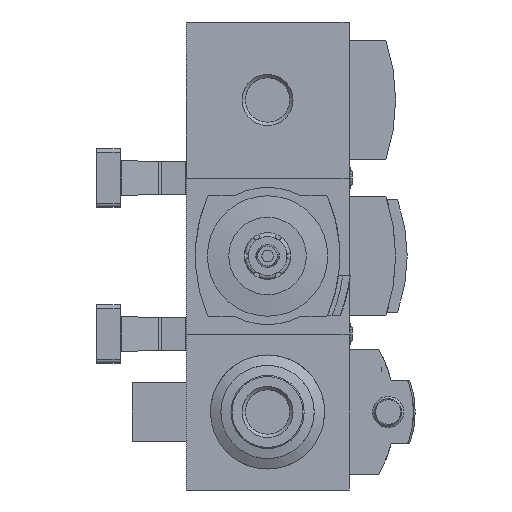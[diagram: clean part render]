
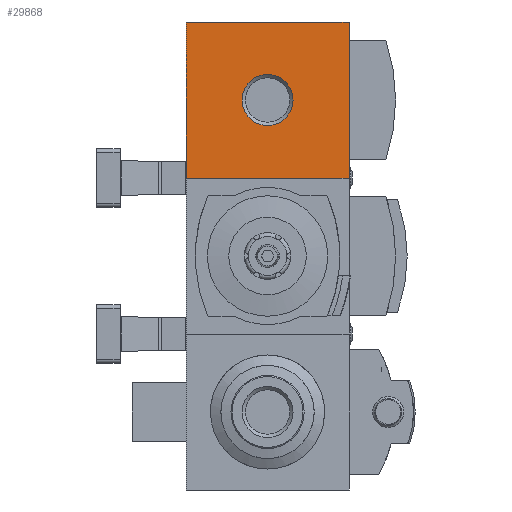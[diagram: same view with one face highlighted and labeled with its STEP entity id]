
A CAD part, front view. The second image highlights one B-rep face of the part: STEP entity #29868.
In plain terms, the highlighted planar face has unit normal (0, -1, 0).
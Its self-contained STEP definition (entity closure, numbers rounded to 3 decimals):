
#318=PLANE('',#31261);
#1136=LINE('',#39806,#3468);
#1242=LINE('',#40028,#3574);
#1257=LINE('',#40066,#3589);
#1327=LINE('',#40314,#3659);
#3468=VECTOR('',#33235,1000.);
#3574=VECTOR('',#33407,1000.);
#3589=VECTOR('',#33436,1000.);
#3659=VECTOR('',#33636,1000.);
#6506=ORIENTED_EDGE('',*,*,#12939,.F.);
#6507=ORIENTED_EDGE('',*,*,#12541,.F.);
#6508=ORIENTED_EDGE('',*,*,#12655,.F.);
#6509=ORIENTED_EDGE('',*,*,#12796,.F.);
#6510=ORIENTED_EDGE('',*,*,#12675,.F.);
#12541=EDGE_CURVE('',#15830,#15831,#1136,.T.);
#12655=EDGE_CURVE('',#15913,#15830,#1242,.T.);
#12675=EDGE_CURVE('',#15831,#15930,#1257,.T.);
#12796=EDGE_CURVE('',#15930,#15913,#1327,.T.);
#12939=EDGE_CURVE('',#16157,#16157,#18079,.T.);
#15830=VERTEX_POINT('',#39805);
#15831=VERTEX_POINT('',#39807);
#15913=VERTEX_POINT('',#40027);
#15930=VERTEX_POINT('',#40067);
#16157=VERTEX_POINT('',#40598);
#18079=CIRCLE('',#31262,6.579);
#18818=EDGE_LOOP('',(#6506));
#18819=EDGE_LOOP('',(#6507,#6508,#6509,#6510));
#20275=FACE_BOUND('',#18818,.T.);
#20276=FACE_BOUND('',#18819,.T.);
#29868=ADVANCED_FACE('',(#20275,#20276),#318,.F.);
#31261=AXIS2_PLACEMENT_3D('',#40596,#33867,#33868);
#31262=AXIS2_PLACEMENT_3D('',#40597,#33869,#33870);
#33235=DIRECTION('',(0.,0.,1.));
#33407=DIRECTION('',(-1.,0.,0.));
#33436=DIRECTION('',(1.,0.,0.));
#33636=DIRECTION('',(0.,0.,-1.));
#33867=DIRECTION('',(0.,1.,0.));
#33868=DIRECTION('',(0.,0.,1.));
#33869=DIRECTION('',(0.,-1.,0.));
#33870=DIRECTION('',(0.,0.,-1.));
#39805=CARTESIAN_POINT('',(-21.,-31.5,-20.1));
#39806=CARTESIAN_POINT('',(-21.,-31.5,-20.1));
#39807=CARTESIAN_POINT('',(-21.,-31.5,20.1));
#40027=CARTESIAN_POINT('',(21.,-31.5,-20.1));
#40028=CARTESIAN_POINT('',(21.,-31.5,-20.1));
#40066=CARTESIAN_POINT('',(-21.,-31.5,20.1));
#40067=CARTESIAN_POINT('',(21.,-31.5,20.1));
#40314=CARTESIAN_POINT('',(21.,-31.5,20.1));
#40596=CARTESIAN_POINT('',(0.,-31.5,0.));
#40597=CARTESIAN_POINT('',(0.,-31.5,0.));
#40598=CARTESIAN_POINT('',(0.,-31.5,-6.579));
